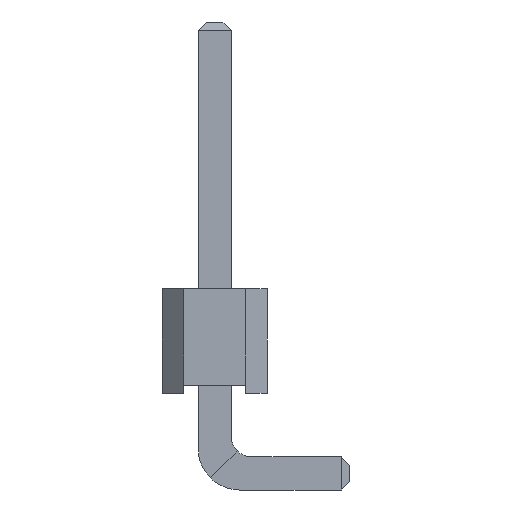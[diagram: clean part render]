
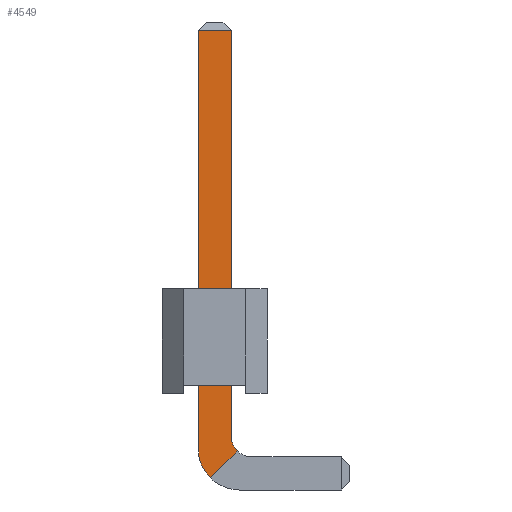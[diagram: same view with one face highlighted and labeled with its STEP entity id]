
A CAD part, front view. The second image highlights one B-rep face of the part: STEP entity #4549.
In plain terms, the highlighted planar face has unit normal (0, -1, 0).
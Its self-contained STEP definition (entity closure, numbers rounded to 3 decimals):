
#3806 = PLANE('',#3807);
#3807 = AXIS2_PLACEMENT_3D('',#3808,#3809,#3810);
#3808 = CARTESIAN_POINT('',(0.4,-7.22,9.));
#3809 = DIRECTION('',(1.,0.,0.));
#3810 = DIRECTION('',(0.,-1.,0.));
#3839 = CYLINDRICAL_SURFACE('',#3840,0.5);
#3840 = AXIS2_PLACEMENT_3D('',#3841,#3842,#3843);
#3841 = CARTESIAN_POINT('',(0.9,-7.22,-1.04));
#3842 = DIRECTION('',(0.,-1.,0.));
#3843 = DIRECTION('',(-1.,0.,0.));
#3900 = CYLINDRICAL_SURFACE('',#3901,1.);
#3901 = AXIS2_PLACEMENT_3D('',#3902,#3903,#3904);
#3902 = CARTESIAN_POINT('',(0.6,-7.22,-1.34));
#3903 = DIRECTION('',(-0.,-1.,0.));
#3904 = DIRECTION('',(-1.,0.,0.));
#3928 = PLANE('',#3929);
#3929 = AXIS2_PLACEMENT_3D('',#3930,#3931,#3932);
#3930 = CARTESIAN_POINT('',(-0.4,-8.02,9.));
#3931 = DIRECTION('',(-1.,0.,0.));
#3932 = DIRECTION('',(0.,1.,0.));
#3971 = VERTEX_POINT('',#3972);
#3972 = CARTESIAN_POINT('',(0.4,-8.02,8.8));
#3998 = EDGE_CURVE('',#3971,#3999,#4001,.T.);
#3999 = VERTEX_POINT('',#4000);
#4000 = CARTESIAN_POINT('',(0.4,-8.02,-1.04));
#4001 = SURFACE_CURVE('',#4002,(#4006,#4013),.PCURVE_S1.);
#4002 = LINE('',#4003,#4004);
#4003 = CARTESIAN_POINT('',(0.4,-8.02,9.));
#4004 = VECTOR('',#4005,1.);
#4005 = DIRECTION('',(0.,0.,-1.));
#4006 = PCURVE('',#3806,#4007);
#4007 = DEFINITIONAL_REPRESENTATION('',(#4008),#4012);
#4008 = LINE('',#4009,#4010);
#4009 = CARTESIAN_POINT('',(0.8,0.));
#4010 = VECTOR('',#4011,1.);
#4011 = DIRECTION('',(0.,1.));
#4012 = ( GEOMETRIC_REPRESENTATION_CONTEXT(2) 
PARAMETRIC_REPRESENTATION_CONTEXT() REPRESENTATION_CONTEXT('2D SPACE',''
  ) );
#4013 = PCURVE('',#4014,#4019);
#4014 = PLANE('',#4015);
#4015 = AXIS2_PLACEMENT_3D('',#4016,#4017,#4018);
#4016 = CARTESIAN_POINT('',(0.4,-8.02,9.));
#4017 = DIRECTION('',(-0.,-1.,0.));
#4018 = DIRECTION('',(-1.,0.,0.));
#4019 = DEFINITIONAL_REPRESENTATION('',(#4020),#4024);
#4020 = LINE('',#4021,#4022);
#4021 = CARTESIAN_POINT('',(0.,0.));
#4022 = VECTOR('',#4023,1.);
#4023 = DIRECTION('',(0.,1.));
#4024 = ( GEOMETRIC_REPRESENTATION_CONTEXT(2) 
PARAMETRIC_REPRESENTATION_CONTEXT() REPRESENTATION_CONTEXT('2D SPACE',''
  ) );
#4189 = VERTEX_POINT('',#4190);
#4190 = CARTESIAN_POINT('',(0.546,-8.02,-1.394));
#4205 = PLANE('',#4206);
#4206 = AXIS2_PLACEMENT_3D('',#4207,#4208,#4209);
#4207 = CARTESIAN_POINT('',(0.,-8.02,-1.54));
#4208 = DIRECTION('',(0.,-1.,0.));
#4209 = DIRECTION('',(0.,0.,-1.));
#4217 = EDGE_CURVE('',#3999,#4189,#4218,.T.);
#4218 = SURFACE_CURVE('',#4219,(#4224,#4231),.PCURVE_S1.);
#4219 = CIRCLE('',#4220,0.5);
#4220 = AXIS2_PLACEMENT_3D('',#4221,#4222,#4223);
#4221 = CARTESIAN_POINT('',(0.9,-8.02,-1.04));
#4222 = DIRECTION('',(0.,-1.,0.));
#4223 = DIRECTION('',(0.,0.,-1.));
#4224 = PCURVE('',#3839,#4225);
#4225 = DEFINITIONAL_REPRESENTATION('',(#4226),#4230);
#4226 = LINE('',#4227,#4228);
#4227 = CARTESIAN_POINT('',(-4.712,0.8));
#4228 = VECTOR('',#4229,1.);
#4229 = DIRECTION('',(1.,0.));
#4230 = ( GEOMETRIC_REPRESENTATION_CONTEXT(2) 
PARAMETRIC_REPRESENTATION_CONTEXT() REPRESENTATION_CONTEXT('2D SPACE',''
  ) );
#4231 = PCURVE('',#4014,#4232);
#4232 = DEFINITIONAL_REPRESENTATION('',(#4233),#4237);
#4233 = CIRCLE('',#4234,0.5);
#4234 = AXIS2_PLACEMENT_2D('',#4235,#4236);
#4235 = CARTESIAN_POINT('',(-0.5,10.04));
#4236 = DIRECTION('',(0.,1.));
#4237 = ( GEOMETRIC_REPRESENTATION_CONTEXT(2) 
PARAMETRIC_REPRESENTATION_CONTEXT() REPRESENTATION_CONTEXT('2D SPACE',''
  ) );
#4243 = EDGE_CURVE('',#4244,#4246,#4248,.T.);
#4244 = VERTEX_POINT('',#4245);
#4245 = CARTESIAN_POINT('',(-0.4,-8.02,8.8));
#4246 = VERTEX_POINT('',#4247);
#4247 = CARTESIAN_POINT('',(-0.4,-8.02,-1.34));
#4248 = SURFACE_CURVE('',#4249,(#4253,#4260),.PCURVE_S1.);
#4249 = LINE('',#4250,#4251);
#4250 = CARTESIAN_POINT('',(-0.4,-8.02,9.));
#4251 = VECTOR('',#4252,1.);
#4252 = DIRECTION('',(0.,0.,-1.));
#4253 = PCURVE('',#3928,#4254);
#4254 = DEFINITIONAL_REPRESENTATION('',(#4255),#4259);
#4255 = LINE('',#4256,#4257);
#4256 = CARTESIAN_POINT('',(0.,0.));
#4257 = VECTOR('',#4258,1.);
#4258 = DIRECTION('',(0.,1.));
#4259 = ( GEOMETRIC_REPRESENTATION_CONTEXT(2) 
PARAMETRIC_REPRESENTATION_CONTEXT() REPRESENTATION_CONTEXT('2D SPACE',''
  ) );
#4260 = PCURVE('',#4014,#4261);
#4261 = DEFINITIONAL_REPRESENTATION('',(#4262),#4266);
#4262 = LINE('',#4263,#4264);
#4263 = CARTESIAN_POINT('',(0.8,0.));
#4264 = VECTOR('',#4265,1.);
#4265 = DIRECTION('',(0.,1.));
#4266 = ( GEOMETRIC_REPRESENTATION_CONTEXT(2) 
PARAMETRIC_REPRESENTATION_CONTEXT() REPRESENTATION_CONTEXT('2D SPACE',''
  ) );
#4450 = VERTEX_POINT('',#4451);
#4451 = CARTESIAN_POINT('',(-0.107,-8.02,-2.047));
#4473 = EDGE_CURVE('',#4246,#4450,#4474,.T.);
#4474 = SURFACE_CURVE('',#4475,(#4480,#4487),.PCURVE_S1.);
#4475 = CIRCLE('',#4476,1.);
#4476 = AXIS2_PLACEMENT_3D('',#4477,#4478,#4479);
#4477 = CARTESIAN_POINT('',(0.6,-8.02,-1.34));
#4478 = DIRECTION('',(0.,-1.,0.));
#4479 = DIRECTION('',(0.,0.,-1.));
#4480 = PCURVE('',#3900,#4481);
#4481 = DEFINITIONAL_REPRESENTATION('',(#4482),#4486);
#4482 = LINE('',#4483,#4484);
#4483 = CARTESIAN_POINT('',(-4.712,0.8));
#4484 = VECTOR('',#4485,1.);
#4485 = DIRECTION('',(1.,0.));
#4486 = ( GEOMETRIC_REPRESENTATION_CONTEXT(2) 
PARAMETRIC_REPRESENTATION_CONTEXT() REPRESENTATION_CONTEXT('2D SPACE',''
  ) );
#4487 = PCURVE('',#4014,#4488);
#4488 = DEFINITIONAL_REPRESENTATION('',(#4489),#4493);
#4489 = CIRCLE('',#4490,1.);
#4490 = AXIS2_PLACEMENT_2D('',#4491,#4492);
#4491 = CARTESIAN_POINT('',(-0.2,10.34));
#4492 = DIRECTION('',(0.,1.));
#4493 = ( GEOMETRIC_REPRESENTATION_CONTEXT(2) 
PARAMETRIC_REPRESENTATION_CONTEXT() REPRESENTATION_CONTEXT('2D SPACE',''
  ) );
#4517 = PLANE('',#4518);
#4518 = AXIS2_PLACEMENT_3D('',#4519,#4520,#4521);
#4519 = CARTESIAN_POINT('',(0.4,-7.92,8.9));
#4520 = DIRECTION('',(0.,-0.707,0.707)
  );
#4521 = DIRECTION('',(-1.,0.,0.));
#4549 = ADVANCED_FACE('',(#4550),#4014,.T.);
#4550 = FACE_BOUND('',#4551,.T.);
#4551 = EDGE_LOOP('',(#4552,#4553,#4574,#4575,#4576,#4597));
#4552 = ORIENTED_EDGE('',*,*,#3998,.F.);
#4553 = ORIENTED_EDGE('',*,*,#4554,.T.);
#4554 = EDGE_CURVE('',#3971,#4244,#4555,.T.);
#4555 = SURFACE_CURVE('',#4556,(#4560,#4567),.PCURVE_S1.);
#4556 = LINE('',#4557,#4558);
#4557 = CARTESIAN_POINT('',(0.4,-8.02,8.8));
#4558 = VECTOR('',#4559,1.);
#4559 = DIRECTION('',(-1.,0.,0.));
#4560 = PCURVE('',#4014,#4561);
#4561 = DEFINITIONAL_REPRESENTATION('',(#4562),#4566);
#4562 = LINE('',#4563,#4564);
#4563 = CARTESIAN_POINT('',(0.,0.2));
#4564 = VECTOR('',#4565,1.);
#4565 = DIRECTION('',(1.,0.));
#4566 = ( GEOMETRIC_REPRESENTATION_CONTEXT(2) 
PARAMETRIC_REPRESENTATION_CONTEXT() REPRESENTATION_CONTEXT('2D SPACE',''
  ) );
#4567 = PCURVE('',#4517,#4568);
#4568 = DEFINITIONAL_REPRESENTATION('',(#4569),#4573);
#4569 = LINE('',#4570,#4571);
#4570 = CARTESIAN_POINT('',(0.,0.141));
#4571 = VECTOR('',#4572,1.);
#4572 = DIRECTION('',(1.,0.));
#4573 = ( GEOMETRIC_REPRESENTATION_CONTEXT(2) 
PARAMETRIC_REPRESENTATION_CONTEXT() REPRESENTATION_CONTEXT('2D SPACE',''
  ) );
#4574 = ORIENTED_EDGE('',*,*,#4243,.T.);
#4575 = ORIENTED_EDGE('',*,*,#4473,.T.);
#4576 = ORIENTED_EDGE('',*,*,#4577,.F.);
#4577 = EDGE_CURVE('',#4189,#4450,#4578,.T.);
#4578 = SURFACE_CURVE('',#4579,(#4583,#4590),.PCURVE_S1.);
#4579 = LINE('',#4580,#4581);
#4580 = CARTESIAN_POINT('',(0.4,-8.02,-1.54));
#4581 = VECTOR('',#4582,1.);
#4582 = DIRECTION('',(-0.707,0.,-0.707
    ));
#4583 = PCURVE('',#4014,#4584);
#4584 = DEFINITIONAL_REPRESENTATION('',(#4585),#4589);
#4585 = LINE('',#4586,#4587);
#4586 = CARTESIAN_POINT('',(0.,10.54));
#4587 = VECTOR('',#4588,1.);
#4588 = DIRECTION('',(0.707,0.707));
#4589 = ( GEOMETRIC_REPRESENTATION_CONTEXT(2) 
PARAMETRIC_REPRESENTATION_CONTEXT() REPRESENTATION_CONTEXT('2D SPACE',''
  ) );
#4590 = PCURVE('',#4205,#4591);
#4591 = DEFINITIONAL_REPRESENTATION('',(#4592),#4596);
#4592 = LINE('',#4593,#4594);
#4593 = CARTESIAN_POINT('',(0.,0.4));
#4594 = VECTOR('',#4595,1.);
#4595 = DIRECTION('',(0.707,-0.707));
#4596 = ( GEOMETRIC_REPRESENTATION_CONTEXT(2) 
PARAMETRIC_REPRESENTATION_CONTEXT() REPRESENTATION_CONTEXT('2D SPACE',''
  ) );
#4597 = ORIENTED_EDGE('',*,*,#4217,.F.);
